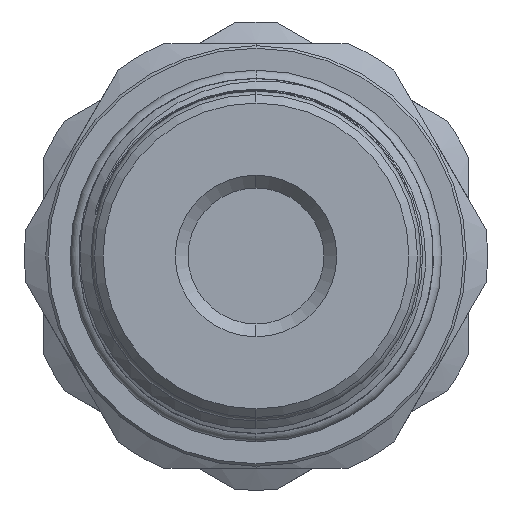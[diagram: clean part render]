
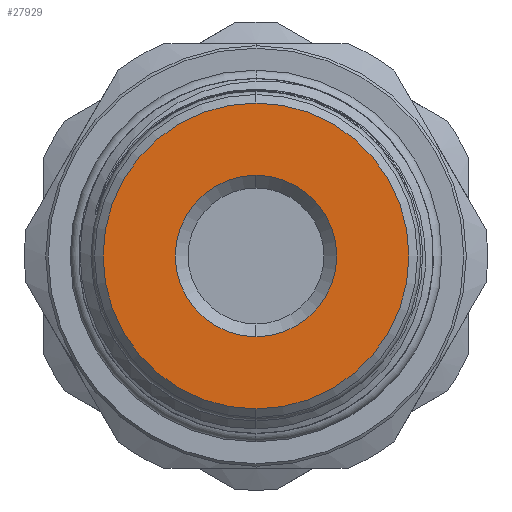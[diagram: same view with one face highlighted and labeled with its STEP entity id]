
A CAD part, left-side view. The second image highlights one B-rep face of the part: STEP entity #27929.
In plain terms, the highlighted planar face has unit normal (-1, 0, 0).
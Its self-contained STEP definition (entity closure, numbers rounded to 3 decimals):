
#1298 = DIRECTION ( 'NONE',  ( 0., 0., 1. ) ) ;
#1492 = DIRECTION ( 'NONE',  ( -1., 0., 0. ) ) ;
#1554 = EDGE_CURVE ( 'NONE', #21293, #3879, #7306, .T. ) ;
#3879 = VERTEX_POINT ( 'NONE', #6063 ) ;
#3928 = EDGE_LOOP ( 'NONE', ( #15099, #6304 ) ) ;
#5839 = DIRECTION ( 'NONE',  ( -1., 0., 0. ) ) ;
#6063 = CARTESIAN_POINT ( 'NONE',  ( 0., 0., 9.5 ) ) ;
#6304 = ORIENTED_EDGE ( 'NONE', *, *, #1554, .F. ) ;
#6335 = DIRECTION ( 'NONE',  ( -1., 0., 0. ) ) ;
#6362 = ORIENTED_EDGE ( 'NONE', *, *, #12617, .T. ) ;
#6391 = FACE_OUTER_BOUND ( 'NONE', #24522, .T. ) ;
#6847 = CARTESIAN_POINT ( 'NONE',  ( 0., 0., 0. ) ) ;
#7306 = CIRCLE ( 'NONE', #8705, 9.5 ) ;
#8046 = VERTEX_POINT ( 'NONE', #15308 ) ;
#8705 = AXIS2_PLACEMENT_3D ( 'NONE', #14494, #1492, #1298 ) ;
#9705 = EDGE_CURVE ( 'NONE', #3879, #21293, #14690, .T. ) ;
#10156 = CIRCLE ( 'NONE', #14364, 18. ) ;
#10222 = DIRECTION ( 'NONE',  ( 0., 0., 1. ) ) ;
#12617 = EDGE_CURVE ( 'NONE', #21815, #8046, #10156, .T. ) ;
#14364 = AXIS2_PLACEMENT_3D ( 'NONE', #23237, #27516, #10222 ) ;
#14494 = CARTESIAN_POINT ( 'NONE',  ( 0., 0., 0. ) ) ;
#14690 = CIRCLE ( 'NONE', #26890, 9.5 ) ;
#15099 = ORIENTED_EDGE ( 'NONE', *, *, #9705, .F. ) ;
#15121 = CARTESIAN_POINT ( 'NONE',  ( 0., 0., 0. ) ) ;
#15225 = DIRECTION ( 'NONE',  ( 0., 0., 1. ) ) ;
#15308 = CARTESIAN_POINT ( 'NONE',  ( 0., 0., 18. ) ) ;
#15452 = DIRECTION ( 'NONE',  ( 0., 0., -1. ) ) ;
#16263 = ORIENTED_EDGE ( 'NONE', *, *, #17183, .T. ) ;
#16851 = CIRCLE ( 'NONE', #24966, 18. ) ;
#17183 = EDGE_CURVE ( 'NONE', #8046, #21815, #16851, .T. ) ;
#17920 = PLANE ( 'NONE',  #23987 ) ;
#19908 = DIRECTION ( 'NONE',  ( 1., 0., 0. ) ) ;
#21098 = CARTESIAN_POINT ( 'NONE',  ( 0., 0., -18. ) ) ;
#21273 = CARTESIAN_POINT ( 'NONE',  ( 0., 0., 0. ) ) ;
#21293 = VERTEX_POINT ( 'NONE', #23491 ) ;
#21815 = VERTEX_POINT ( 'NONE', #21098 ) ;
#23237 = CARTESIAN_POINT ( 'NONE',  ( 0., 0., 0. ) ) ;
#23491 = CARTESIAN_POINT ( 'NONE',  ( 0., 0., -9.5 ) ) ;
#23987 = AXIS2_PLACEMENT_3D ( 'NONE', #6847, #19908, #15452 ) ;
#24473 = FACE_BOUND ( 'NONE', #3928, .T. ) ;
#24522 = EDGE_LOOP ( 'NONE', ( #6362, #16263 ) ) ;
#24966 = AXIS2_PLACEMENT_3D ( 'NONE', #15121, #6335, #15225 ) ;
#26890 = AXIS2_PLACEMENT_3D ( 'NONE', #21273, #5839, #27625 ) ;
#27516 = DIRECTION ( 'NONE',  ( -1., 0., 0. ) ) ;
#27625 = DIRECTION ( 'NONE',  ( 0., 0., 1. ) ) ;
#27929 = ADVANCED_FACE ( 'NONE', ( #6391, #24473 ), #17920, .F. ) ;
